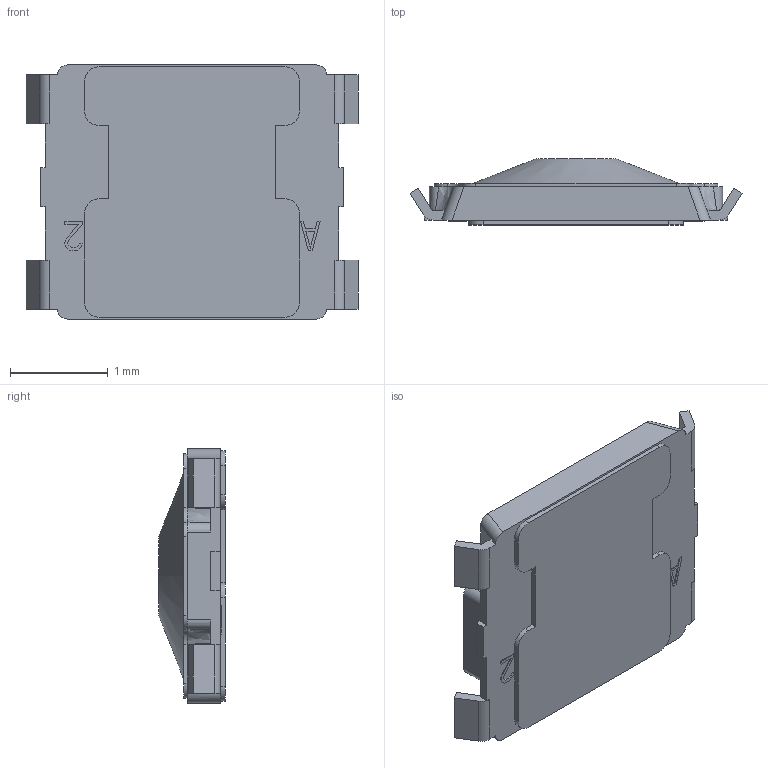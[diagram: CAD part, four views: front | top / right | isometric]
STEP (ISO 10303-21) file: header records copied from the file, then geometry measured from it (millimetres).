
FILE_DESCRIPTION( ( 'STEP AP214' ), ' ' );
FILE_NAME( 'psolqas0842454169.stp', '2017-10-30T07:42:45', ( '' ), ( '' ), ' ', 'PARTsolutions', ' ' );
FILE_SCHEMA( ( 'AUTOMOTIVE_DESIGN { 1 0 10303 214 1 1 1 1 }' ) );
Length unit declared in the file: metre
Products named in the file (1): 1
Bounding box: 3.4 x 0.68 x 2.6 mm (x, y, z)
Volume: 3.5 mm3; surface area: 21.5 mm2
Topology: 1 solids, 1 shells, 156 faces, 440 edges, 292 vertices
Faces by surface type: plane 113, cylinder 38, bspline 4, cone 1
Entity records: 5192 total; most frequent: CARTESIAN_POINT 1142, ORIENTED_EDGE 878, DIRECTION 787, EDGE_CURVE 439, LINE 337, VECTOR 337, VERTEX_POINT 292, AXIS2_PLACEMENT_3D 225
